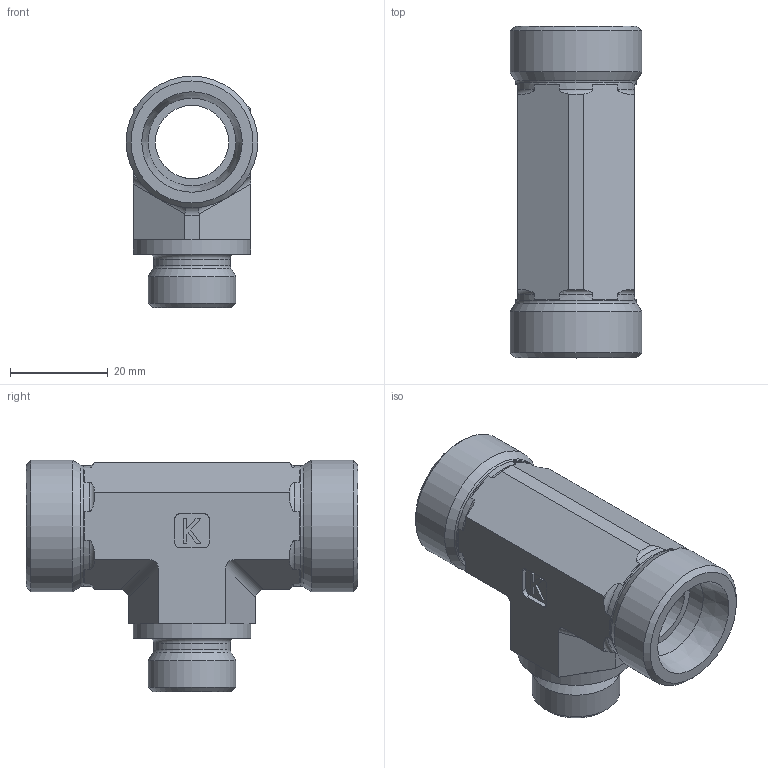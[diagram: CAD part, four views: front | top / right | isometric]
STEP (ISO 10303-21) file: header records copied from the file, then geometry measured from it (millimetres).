
FILE_DESCRIPTION((''),'2;1');
FILE_NAME('375181812.stp','2014-08-13T15:59:11',(''),('KNOMI spol. s r. o.'),'Autodesk Inventor 2012','Autodesk Inventor 2012','');
FILE_SCHEMA(('AUTOMOTIVE_DESIGN { 1 2 10303 214 0 1 1 1 }'));
Length unit declared in the file: millimetre
Products named in the file (1): TS2 Js15/12L M27/M27/M18  Tr18/12
Bounding box: 27 x 68 x 47.5 mm (x, y, z)
Volume: 27104.4 mm3; surface area: 12094.9 mm2
Topology: 1 solids, 1 shells, 115 faces, 307 edges, 200 vertices
Faces by surface type: plane 68, cylinder 22, torus 16, cone 9
Full cylindrical faces by diameter (mm): 10 x1, 12 x1, 15 x1, 15.7 x1, 18 x3, 24 x1, 24.7 x2, 27 x2
Entity records: 3612 total; most frequent: CARTESIAN_POINT 850, DIRECTION 566, ORIENTED_EDGE 544, EDGE_CURVE 272, AXIS2_PLACEMENT_3D 208, VERTEX_POINT 190, VECTOR 150, LINE 150
